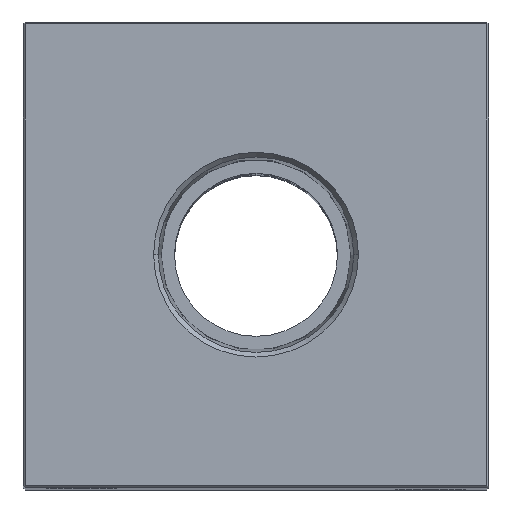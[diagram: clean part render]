
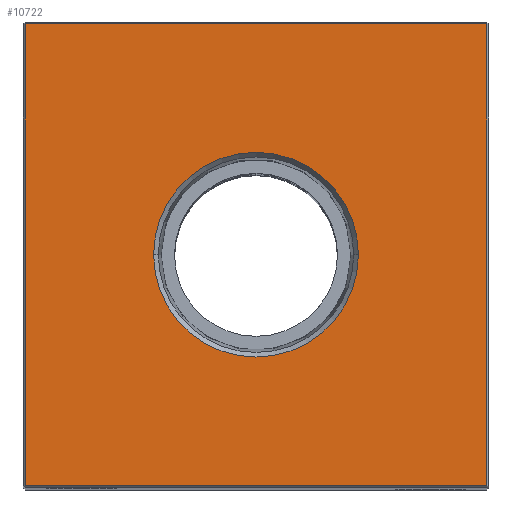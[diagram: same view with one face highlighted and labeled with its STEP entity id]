
A CAD part, top view. The second image highlights one B-rep face of the part: STEP entity #10722.
In plain terms, the highlighted planar face has unit normal (0, 0, 1).
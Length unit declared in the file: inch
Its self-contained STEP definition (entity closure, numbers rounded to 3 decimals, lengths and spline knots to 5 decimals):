
#199 = FACE_BOUND ( 'NONE', #17962, .T. ) ;
#257 = DIRECTION ( 'NONE',  ( 0., 0., 1. ) ) ;
#354 = VERTEX_POINT ( 'NONE', #22477 ) ;
#781 = LINE ( 'NONE', #18311, #25245 ) ;
#863 = CARTESIAN_POINT ( 'NONE',  ( 0., 0., 8. ) ) ;
#959 = VECTOR ( 'NONE', #17622, 39.37008 ) ;
#1308 = VECTOR ( 'NONE', #14527, 39.37008 ) ;
#1411 = EDGE_CURVE ( 'NONE', #354, #2727, #9536, .T. ) ;
#1859 = AXIS2_PLACEMENT_3D ( 'NONE', #12279, #22232, #23915 ) ;
#2582 = AXIS2_PLACEMENT_3D ( 'NONE', #10130, #257, #10257 ) ;
#2684 = PLANE ( 'NONE',  #1859 ) ;
#2727 = VERTEX_POINT ( 'NONE', #20559 ) ;
#3289 = DIRECTION ( 'NONE',  ( 1., 0., 0. ) ) ;
#4644 = CIRCLE ( 'NONE', #2582, 0.5499 ) ;
#4819 = CARTESIAN_POINT ( 'NONE',  ( -1.24, 0., 8. ) ) ;
#6404 = DIRECTION ( 'NONE',  ( 0., 1., 0. ) ) ;
#6461 = EDGE_CURVE ( 'NONE', #14185, #18107, #22548, .T. ) ;
#6500 = LINE ( 'NONE', #14404, #1308 ) ;
#6866 = DIRECTION ( 'NONE',  ( 1., 0., 0. ) ) ;
#7074 = EDGE_CURVE ( 'NONE', #8293, #14185, #6500, .T. ) ;
#8293 = VERTEX_POINT ( 'NONE', #21006 ) ;
#9138 = LINE ( 'NONE', #22970, #19464 ) ;
#9536 = CIRCLE ( 'NONE', #20303, 0.5499 ) ;
#9737 = ORIENTED_EDGE ( 'NONE', *, *, #21137, .T. ) ;
#10130 = CARTESIAN_POINT ( 'NONE',  ( 0., 0., 8. ) ) ;
#10257 = DIRECTION ( 'NONE',  ( 1., 0., 0. ) ) ;
#10722 = ADVANCED_FACE ( 'NONE', ( #19909, #199 ), #2684, .F. ) ;
#11257 = ORIENTED_EDGE ( 'NONE', *, *, #1411, .F. ) ;
#12177 = ORIENTED_EDGE ( 'NONE', *, *, #17851, .F. ) ;
#12279 = CARTESIAN_POINT ( 'NONE',  ( 0., 0., 8. ) ) ;
#12699 = DIRECTION ( 'NONE',  ( 0., 0., 1. ) ) ;
#14185 = VERTEX_POINT ( 'NONE', #23833 ) ;
#14404 = CARTESIAN_POINT ( 'NONE',  ( 0., 1.24, 8. ) ) ;
#14527 = DIRECTION ( 'NONE',  ( -1., 0., 0. ) ) ;
#15147 = EDGE_CURVE ( 'NONE', #18910, #8293, #781, .T. ) ;
#17622 = DIRECTION ( 'NONE',  ( 0., -1., 0. ) ) ;
#17851 = EDGE_CURVE ( 'NONE', #2727, #354, #4644, .T. ) ;
#17962 = EDGE_LOOP ( 'NONE', ( #11257, #12177 ) ) ;
#18107 = VERTEX_POINT ( 'NONE', #19683 ) ;
#18311 = CARTESIAN_POINT ( 'NONE',  ( 1.24, 0., 8. ) ) ;
#18910 = VERTEX_POINT ( 'NONE', #23941 ) ;
#19464 = VECTOR ( 'NONE', #3289, 39.37008 ) ;
#19522 = ORIENTED_EDGE ( 'NONE', *, *, #6461, .T. ) ;
#19683 = CARTESIAN_POINT ( 'NONE',  ( -1.24, -1.24, 8. ) ) ;
#19909 = FACE_OUTER_BOUND ( 'NONE', #22648, .T. ) ;
#19980 = ORIENTED_EDGE ( 'NONE', *, *, #7074, .T. ) ;
#20303 = AXIS2_PLACEMENT_3D ( 'NONE', #863, #12699, #6866 ) ;
#20559 = CARTESIAN_POINT ( 'NONE',  ( -0.5499, 0., 8. ) ) ;
#21006 = CARTESIAN_POINT ( 'NONE',  ( 1.24, 1.24, 8. ) ) ;
#21137 = EDGE_CURVE ( 'NONE', #18107, #18910, #9138, .T. ) ;
#22232 = DIRECTION ( 'NONE',  ( 0., 0., -1. ) ) ;
#22361 = ORIENTED_EDGE ( 'NONE', *, *, #15147, .T. ) ;
#22477 = CARTESIAN_POINT ( 'NONE',  ( 0.5499, 0., 8. ) ) ;
#22548 = LINE ( 'NONE', #4819, #959 ) ;
#22648 = EDGE_LOOP ( 'NONE', ( #19522, #9737, #22361, #19980 ) ) ;
#22970 = CARTESIAN_POINT ( 'NONE',  ( 0., -1.24, 8. ) ) ;
#23833 = CARTESIAN_POINT ( 'NONE',  ( -1.24, 1.24, 8. ) ) ;
#23915 = DIRECTION ( 'NONE',  ( -1., 0., 0. ) ) ;
#23941 = CARTESIAN_POINT ( 'NONE',  ( 1.24, -1.24, 8. ) ) ;
#25245 = VECTOR ( 'NONE', #6404, 39.37008 ) ;
